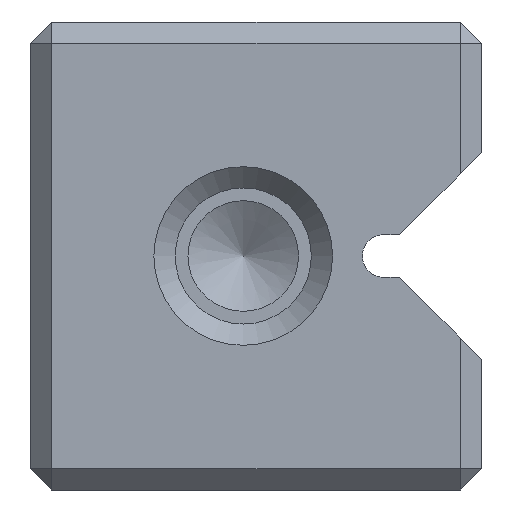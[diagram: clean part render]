
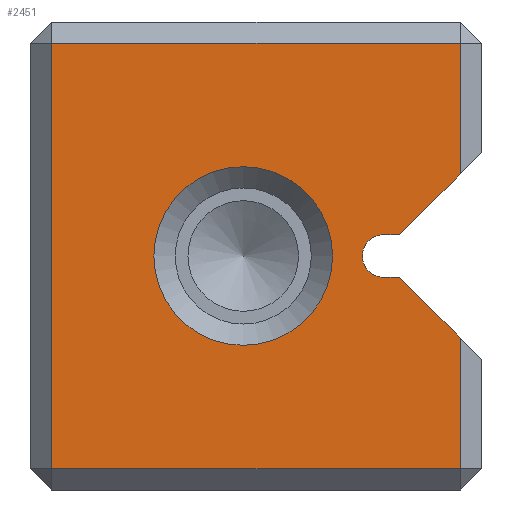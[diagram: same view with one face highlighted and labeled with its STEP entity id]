
A CAD part, left-side view. The second image highlights one B-rep face of the part: STEP entity #2451.
In plain terms, the highlighted planar face has unit normal (-1, 0, 0).
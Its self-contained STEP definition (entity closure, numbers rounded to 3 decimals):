
#2451=ADVANCED_FACE('',(#3138,#3139),#2814,.T.);
#2814=PLANE('',#8457);
#3062=CIRCLE('',#8455,2.1);
#3063=CIRCLE('',#8456,0.5);
#3138=FACE_BOUND('',#3278,.T.);
#3139=FACE_BOUND('',#3279,.T.);
#3278=EDGE_LOOP('',(#4119));
#3279=EDGE_LOOP('',(#4120,#4121,#4122,#4123,#4124,#4125,#4126,#4127,#4128,
#4129));
#4119=ORIENTED_EDGE('',*,*,#6491,.T.);
#4120=ORIENTED_EDGE('',*,*,#6492,.T.);
#4121=ORIENTED_EDGE('',*,*,#6493,.T.);
#4122=ORIENTED_EDGE('',*,*,#6494,.F.);
#4123=ORIENTED_EDGE('',*,*,#6495,.T.);
#4124=ORIENTED_EDGE('',*,*,#6496,.T.);
#4125=ORIENTED_EDGE('',*,*,#6497,.F.);
#4126=ORIENTED_EDGE('',*,*,#6498,.F.);
#4127=ORIENTED_EDGE('',*,*,#6499,.T.);
#4128=ORIENTED_EDGE('',*,*,#6500,.T.);
#4129=ORIENTED_EDGE('',*,*,#6501,.T.);
#5891=VERTEX_POINT('',#10814);
#5892=VERTEX_POINT('',#10816);
#5893=VERTEX_POINT('',#10817);
#5894=VERTEX_POINT('',#10819);
#5895=VERTEX_POINT('',#10821);
#5896=VERTEX_POINT('',#10823);
#5897=VERTEX_POINT('',#10825);
#5898=VERTEX_POINT('',#10827);
#5899=VERTEX_POINT('',#10829);
#5900=VERTEX_POINT('',#10831);
#5901=VERTEX_POINT('',#10833);
#6491=EDGE_CURVE('',#5891,#5891,#3062,.T.);
#6492=EDGE_CURVE('',#5892,#5893,#7289,.T.);
#6493=EDGE_CURVE('',#5893,#5894,#7290,.T.);
#6494=EDGE_CURVE('',#5895,#5894,#7291,.T.);
#6495=EDGE_CURVE('',#5895,#5896,#7292,.T.);
#6496=EDGE_CURVE('',#5896,#5897,#3063,.T.);
#6497=EDGE_CURVE('',#5898,#5897,#7293,.T.);
#6498=EDGE_CURVE('',#5899,#5898,#7294,.T.);
#6499=EDGE_CURVE('',#5899,#5900,#7295,.T.);
#6500=EDGE_CURVE('',#5900,#5901,#7296,.T.);
#6501=EDGE_CURVE('',#5901,#5892,#7297,.T.);
#7289=LINE('',#10815,#7947);
#7290=LINE('',#10818,#7948);
#7291=LINE('',#10820,#7949);
#7292=LINE('',#10822,#7950);
#7293=LINE('',#10826,#7951);
#7294=LINE('',#10828,#7952);
#7295=LINE('',#10830,#7953);
#7296=LINE('',#10832,#7954);
#7297=LINE('',#10834,#7955);
#7947=VECTOR('',#8963,1.);
#7948=VECTOR('',#8964,1.);
#7949=VECTOR('',#8965,1.);
#7950=VECTOR('',#8966,1.);
#7951=VECTOR('',#8969,1.);
#7952=VECTOR('',#8970,1.);
#7953=VECTOR('',#8971,1.);
#7954=VECTOR('',#8972,1.);
#7955=VECTOR('',#8973,1.);
#8455=AXIS2_PLACEMENT_3D('',#10813,#8961,#8962);
#8456=AXIS2_PLACEMENT_3D('',#10824,#8967,#8968);
#8457=AXIS2_PLACEMENT_3D('',#10835,#8974,#8975);
#8961=DIRECTION('',(1.,0.,0.));
#8962=DIRECTION('',(0.,0.,1.));
#8963=DIRECTION('',(0.,-1.,0.));
#8964=DIRECTION('',(0.,0.,1.));
#8965=DIRECTION('',(0.,-0.707,-0.707));
#8966=DIRECTION('',(0.,1.,0.));
#8967=DIRECTION('',(1.,0.,0.));
#8968=DIRECTION('',(0.,0.,1.));
#8969=DIRECTION('',(0.,1.,0.));
#8970=DIRECTION('',(0.,0.707,-0.707));
#8971=DIRECTION('',(0.,0.,1.));
#8972=DIRECTION('',(0.,1.,0.));
#8973=DIRECTION('',(0.,0.,-1.));
#8974=DIRECTION('',(-1.,0.,0.));
#8975=DIRECTION('',(0.,0.,-1.));
#10813=CARTESIAN_POINT('',(0.,5.6,5.5));
#10814=CARTESIAN_POINT('',(0.,5.6,7.6));
#10815=CARTESIAN_POINT('',(0.,5.3,0.5));
#10816=CARTESIAN_POINT('',(0.,10.1,0.5));
#10817=CARTESIAN_POINT('',(0.,0.5,0.5));
#10818=CARTESIAN_POINT('',(0.,0.5,0.));
#10819=CARTESIAN_POINT('',(0.,0.5,3.572));
#10820=CARTESIAN_POINT('',(0.,1.114,4.186));
#10821=CARTESIAN_POINT('',(0.,1.928,5.));
#10822=CARTESIAN_POINT('',(0.,2.8,5.));
#10823=CARTESIAN_POINT('',(0.,2.3,5.));
#10824=CARTESIAN_POINT('',(0.,2.3,5.5));
#10825=CARTESIAN_POINT('',(0.,2.3,6.));
#10826=CARTESIAN_POINT('',(0.,2.8,6.));
#10827=CARTESIAN_POINT('',(0.,1.928,6.));
#10828=CARTESIAN_POINT('',(0.,6.614,1.314));
#10829=CARTESIAN_POINT('',(0.,0.5,7.428));
#10830=CARTESIAN_POINT('',(0.,0.5,0.));
#10831=CARTESIAN_POINT('',(0.,0.5,10.5));
#10832=CARTESIAN_POINT('',(0.,5.3,10.5));
#10833=CARTESIAN_POINT('',(0.,10.1,10.5));
#10834=CARTESIAN_POINT('',(0.,10.1,0.));
#10835=CARTESIAN_POINT('',(0.,5.3,0.));
